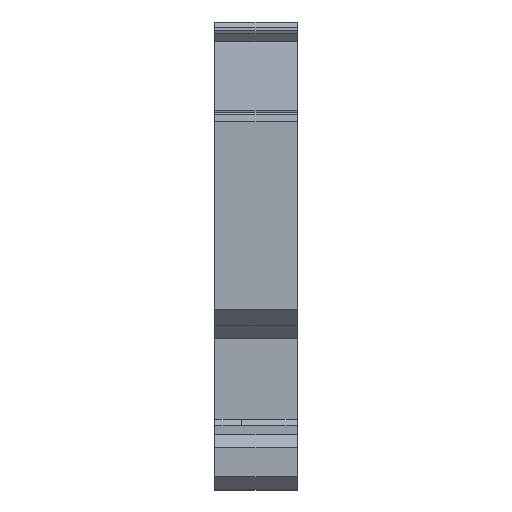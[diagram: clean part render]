
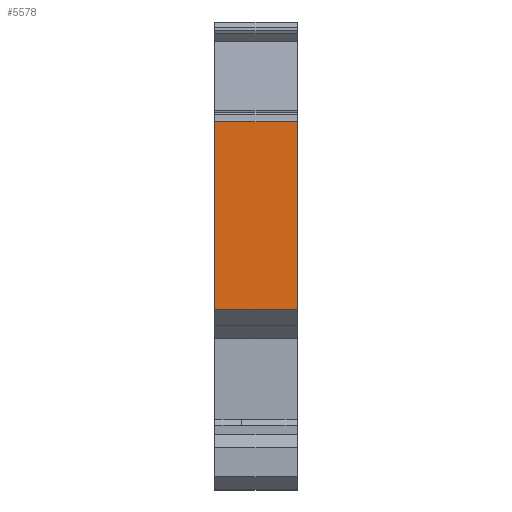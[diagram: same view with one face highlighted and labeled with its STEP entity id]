
A CAD part, left-side view. The second image highlights one B-rep face of the part: STEP entity #5578.
In plain terms, the highlighted free-form (B-spline) face has degree [1, 1] with [2, 2] control points.
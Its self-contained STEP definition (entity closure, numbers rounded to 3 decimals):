
#1439=CARTESIAN_POINT('',(-33.7,6.2,7.6));
#1440=VERTEX_POINT('',#1439);
#1448=CARTESIAN_POINT('',(-33.7,0.,7.6));
#1449=VERTEX_POINT('',#1448);
#1456=CARTESIAN_POINT('',(-33.7,0.,7.6));
#1457=CARTESIAN_POINT('',(-33.7,6.2,7.6));
#1458=B_SPLINE_CURVE_WITH_KNOTS('',1,(#1456,#1457),.POLYLINE_FORM.,.F.,.U.,(2,2),(0.,1.),.UNSPECIFIED.);
#1459=EDGE_CURVE('',#1449,#1440,#1458,.T.);
#1622=CARTESIAN_POINT('',(-33.7,6.2,21.732));
#1623=VERTEX_POINT('',#1622);
#1629=CARTESIAN_POINT('',(-33.7,0.,21.732));
#1630=VERTEX_POINT('',#1629);
#1631=CARTESIAN_POINT('',(-33.7,0.,21.732));
#1632=CARTESIAN_POINT('',(-33.7,6.2,21.732));
#1633=B_SPLINE_CURVE_WITH_KNOTS('',1,(#1631,#1632),.POLYLINE_FORM.,.F.,.U.,(2,2),(0.,1.),.UNSPECIFIED.);
#1634=EDGE_CURVE('',#1630,#1623,#1633,.T.);
#5559=CARTESIAN_POINT('',(-33.7,6.514,23.814));
#5560=CARTESIAN_POINT('',(-33.7,-0.314,23.814));
#5561=CARTESIAN_POINT('',(-33.7,6.514,5.616));
#5562=CARTESIAN_POINT('',(-33.7,-0.314,5.616));
#5563=B_SPLINE_SURFACE_WITH_KNOTS('',1,1,((#5559,#5560),(#5561,#5562)),.PLANE_SURF.,.F.,.F.,.U.,(2,2),(2,2),(0.,1.),(0.,1.),.UNSPECIFIED.);
#5564=ORIENTED_EDGE('',*,*,#1459,.F.);
#5565=CARTESIAN_POINT('',(-33.7,0.,21.732));
#5566=CARTESIAN_POINT('',(-33.7,0.,7.6));
#5567=B_SPLINE_CURVE_WITH_KNOTS('',1,(#5565,#5566),.POLYLINE_FORM.,.F.,.U.,(2,2),(0.,1.),.UNSPECIFIED.);
#5568=EDGE_CURVE('',#1630,#1449,#5567,.T.);
#5569=ORIENTED_EDGE('',*,*,#5568,.F.);
#5570=ORIENTED_EDGE('',*,*,#1634,.T.);
#5571=CARTESIAN_POINT('',(-33.7,6.2,7.6));
#5572=CARTESIAN_POINT('',(-33.7,6.2,21.732));
#5573=B_SPLINE_CURVE_WITH_KNOTS('',1,(#5571,#5572),.POLYLINE_FORM.,.F.,.U.,(2,2),(0.,1.),.UNSPECIFIED.);
#5574=EDGE_CURVE('',#1440,#1623,#5573,.T.);
#5575=ORIENTED_EDGE('',*,*,#5574,.F.);
#5576=EDGE_LOOP('',(#5564,#5569,#5570,#5575));
#5577=FACE_OUTER_BOUND('',#5576,.T.);
#5578=ADVANCED_FACE('',(#5577),#5563,.T.);
